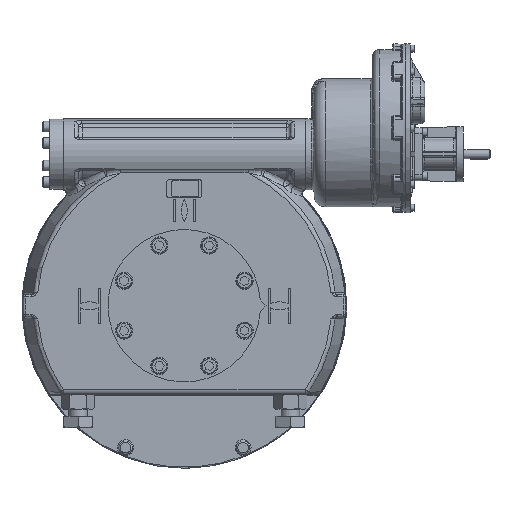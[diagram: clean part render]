
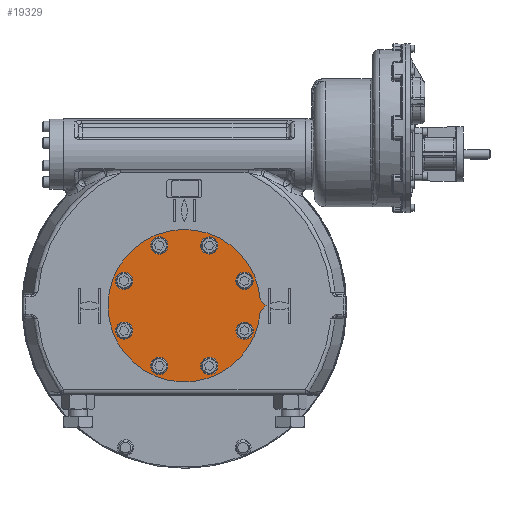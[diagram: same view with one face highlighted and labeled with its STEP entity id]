
A CAD part, top view. The second image highlights one B-rep face of the part: STEP entity #19329.
In plain terms, the highlighted planar face has unit normal (0, 0, 1).
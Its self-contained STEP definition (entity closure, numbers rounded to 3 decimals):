
#1238=LINE('',#47614,#2403);
#1242=LINE('',#47623,#2407);
#2403=VECTOR('',#27166,1000.);
#2407=VECTOR('',#27172,1000.);
#8224=ORIENTED_EDGE('',*,*,#11499,.F.);
#8225=ORIENTED_EDGE('',*,*,#11500,.F.);
#8226=ORIENTED_EDGE('',*,*,#11501,.F.);
#8227=ORIENTED_EDGE('',*,*,#11502,.F.);
#8228=ORIENTED_EDGE('',*,*,#11503,.F.);
#8229=ORIENTED_EDGE('',*,*,#11504,.F.);
#8230=ORIENTED_EDGE('',*,*,#11505,.F.);
#8231=ORIENTED_EDGE('',*,*,#11506,.F.);
#8232=ORIENTED_EDGE('',*,*,#11490,.T.);
#8233=ORIENTED_EDGE('',*,*,#11494,.T.);
#8234=ORIENTED_EDGE('',*,*,#11497,.T.);
#11490=EDGE_CURVE('',#13560,#13561,#1238,.T.);
#11494=EDGE_CURVE('',#13561,#13564,#1242,.T.);
#11497=EDGE_CURVE('',#13564,#13560,#14733,.T.);
#11499=EDGE_CURVE('',#13566,#13566,#14735,.T.);
#11500=EDGE_CURVE('',#13567,#13567,#14736,.T.);
#11501=EDGE_CURVE('',#13568,#13568,#14737,.T.);
#11502=EDGE_CURVE('',#13569,#13569,#14738,.T.);
#11503=EDGE_CURVE('',#13570,#13570,#14739,.T.);
#11504=EDGE_CURVE('',#13571,#13571,#14740,.T.);
#11505=EDGE_CURVE('',#13572,#13572,#14741,.T.);
#11506=EDGE_CURVE('',#13573,#13573,#14742,.T.);
#13560=VERTEX_POINT('',#47615);
#13561=VERTEX_POINT('',#47616);
#13564=VERTEX_POINT('',#47624);
#13566=VERTEX_POINT('',#47633);
#13567=VERTEX_POINT('',#47635);
#13568=VERTEX_POINT('',#47637);
#13569=VERTEX_POINT('',#47639);
#13570=VERTEX_POINT('',#47641);
#13571=VERTEX_POINT('',#47643);
#13572=VERTEX_POINT('',#47645);
#13573=VERTEX_POINT('',#47647);
#14733=CIRCLE('',#22371,172.5);
#14735=CIRCLE('',#22374,12.5);
#14736=CIRCLE('',#22375,12.5);
#14737=CIRCLE('',#22376,12.5);
#14738=CIRCLE('',#22377,12.5);
#14739=CIRCLE('',#22378,12.5);
#14740=CIRCLE('',#22379,12.5);
#14741=CIRCLE('',#22380,12.5);
#14742=CIRCLE('',#22381,12.5);
#16101=EDGE_LOOP('',(#8224));
#16102=EDGE_LOOP('',(#8225));
#16103=EDGE_LOOP('',(#8226));
#16104=EDGE_LOOP('',(#8227));
#16105=EDGE_LOOP('',(#8228));
#16106=EDGE_LOOP('',(#8229));
#16107=EDGE_LOOP('',(#8230));
#16108=EDGE_LOOP('',(#8231));
#16109=EDGE_LOOP('',(#8232,#8233,#8234));
#17575=FACE_BOUND('',#16101,.T.);
#17576=FACE_BOUND('',#16102,.T.);
#17577=FACE_BOUND('',#16103,.T.);
#17578=FACE_BOUND('',#16104,.T.);
#17579=FACE_BOUND('',#16105,.T.);
#17580=FACE_BOUND('',#16106,.T.);
#17581=FACE_BOUND('',#16107,.T.);
#17582=FACE_BOUND('',#16108,.T.);
#17583=FACE_BOUND('',#16109,.T.);
#18232=PLANE('',#22373);
#19329=ADVANCED_FACE('',(#17575,#17576,#17577,#17578,#17579,#17580,#17581,
#17582,#17583),#18232,.T.);
#22371=AXIS2_PLACEMENT_3D('',#47629,#27177,#27178);
#22373=AXIS2_PLACEMENT_3D('',#47631,#27181,#27182);
#22374=AXIS2_PLACEMENT_3D('',#47632,#27183,#27184);
#22375=AXIS2_PLACEMENT_3D('',#47634,#27185,#27186);
#22376=AXIS2_PLACEMENT_3D('',#47636,#27187,#27188);
#22377=AXIS2_PLACEMENT_3D('',#47638,#27189,#27190);
#22378=AXIS2_PLACEMENT_3D('',#47640,#27191,#27192);
#22379=AXIS2_PLACEMENT_3D('',#47642,#27193,#27194);
#22380=AXIS2_PLACEMENT_3D('',#47644,#27195,#27196);
#22381=AXIS2_PLACEMENT_3D('',#47646,#27197,#27198);
#27166=DIRECTION('',(0.707,0.707,0.));
#27172=DIRECTION('',(-0.707,0.707,0.));
#27177=DIRECTION('',(0.,0.,1.));
#27178=DIRECTION('',(1.,0.,0.));
#27181=DIRECTION('',(0.,0.,1.));
#27182=DIRECTION('',(1.,0.,0.));
#27183=DIRECTION('',(0.,0.,1.));
#27184=DIRECTION('',(0.707,-0.707,0.));
#27185=DIRECTION('',(0.,0.,1.));
#27186=DIRECTION('',(0.,-1.,0.));
#27187=DIRECTION('',(0.,0.,1.));
#27188=DIRECTION('',(-0.707,-0.707,0.));
#27189=DIRECTION('',(0.,0.,1.));
#27190=DIRECTION('',(-1.,0.,0.));
#27191=DIRECTION('',(0.,0.,1.));
#27192=DIRECTION('',(-0.707,0.707,0.));
#27193=DIRECTION('',(0.,0.,1.));
#27194=DIRECTION('',(0.,1.,0.));
#27195=DIRECTION('',(0.,0.,1.));
#27196=DIRECTION('',(0.707,0.707,0.));
#27197=DIRECTION('',(0.,0.,1.));
#27198=DIRECTION('',(1.,0.,0.));
#47614=CARTESIAN_POINT('',(185.,0.,78.25));
#47615=CARTESIAN_POINT('',(172.01,-12.99,78.25));
#47616=CARTESIAN_POINT('',(185.,0.,78.25));
#47623=CARTESIAN_POINT('',(185.,0.,78.25));
#47624=CARTESIAN_POINT('',(172.01,12.99,78.25));
#47629=CARTESIAN_POINT('',(0.,0.,78.25));
#47631=CARTESIAN_POINT('',(0.,0.,78.25));
#47632=CARTESIAN_POINT('',(56.446,-136.272,78.25));
#47633=CARTESIAN_POINT('',(65.285,-145.111,78.25));
#47634=CARTESIAN_POINT('',(-56.446,-136.272,78.25));
#47635=CARTESIAN_POINT('',(-56.446,-148.772,78.25));
#47636=CARTESIAN_POINT('',(-136.272,-56.446,78.25));
#47637=CARTESIAN_POINT('',(-145.111,-65.285,78.25));
#47638=CARTESIAN_POINT('',(-136.272,56.446,78.25));
#47639=CARTESIAN_POINT('',(-148.772,56.446,78.25));
#47640=CARTESIAN_POINT('',(-56.446,136.272,78.25));
#47641=CARTESIAN_POINT('',(-65.285,145.111,78.25));
#47642=CARTESIAN_POINT('',(56.446,136.272,78.25));
#47643=CARTESIAN_POINT('',(56.446,148.772,78.25));
#47644=CARTESIAN_POINT('',(136.272,56.446,78.25));
#47645=CARTESIAN_POINT('',(145.111,65.285,78.25));
#47646=CARTESIAN_POINT('',(136.272,-56.446,78.25));
#47647=CARTESIAN_POINT('',(148.772,-56.446,78.25));
